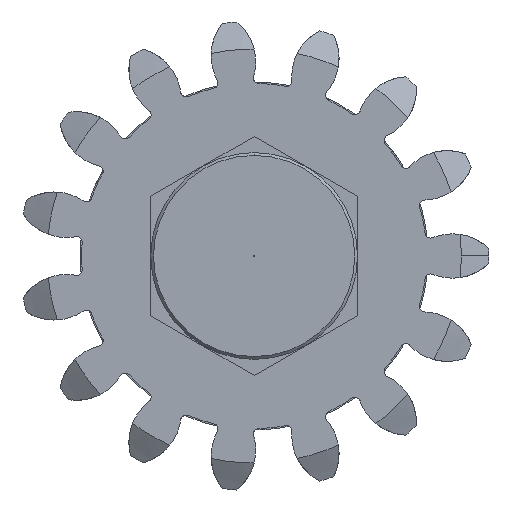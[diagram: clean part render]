
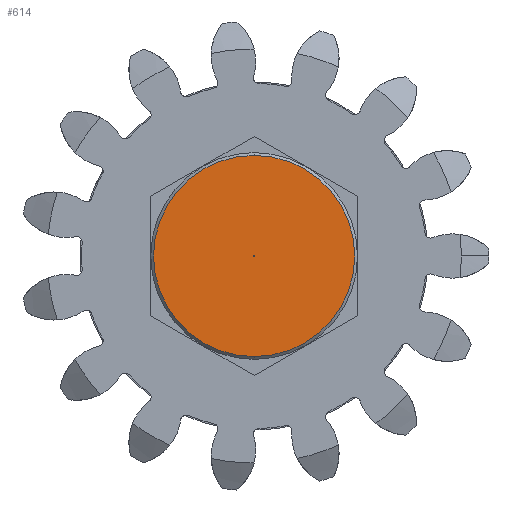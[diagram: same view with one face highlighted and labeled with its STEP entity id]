
A CAD part, left-side view. The second image highlights one B-rep face of the part: STEP entity #614.
In plain terms, the highlighted planar face has unit normal (-1, 0, 0).
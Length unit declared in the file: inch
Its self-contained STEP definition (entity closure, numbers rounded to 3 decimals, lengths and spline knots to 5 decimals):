
#55=CARTESIAN_POINT('',(-1.5525,0.0005,0.));
#56=VERTEX_POINT('',#55);
#65=CARTESIAN_POINT('',(-1.5525,-0.0005,0.));
#66=VERTEX_POINT('',#65);
#67=CARTESIAN_POINT('',(-1.5525,0.,0.0));
#68=DIRECTION('',(1.0,0.0,0.0));
#69=DIRECTION('',(0.0,0.0,-1.0));
#70=AXIS2_PLACEMENT_3D('',#67,#68,#69);
#71=CIRCLE('',#70,0.0005);
#72=EDGE_CURVE('',#66,#56,#71,.T.);
#517=CARTESIAN_POINT('',(-1.5525,0.,-0.18225));
#518=VERTEX_POINT('',#517);
#525=CARTESIAN_POINT('',(-1.5525,0.,0.18225));
#526=VERTEX_POINT('',#525);
#527=CARTESIAN_POINT('',(-1.5525,0.,0.));
#528=DIRECTION('',(1.0,0.0,0.0));
#529=DIRECTION('',(0.0,0.0,-1.0));
#530=AXIS2_PLACEMENT_3D('',#527,#528,#529);
#531=CIRCLE('',#530,0.18225);
#532=EDGE_CURVE('',#518,#526,#531,.T.);
#558=CARTESIAN_POINT('',(-1.5525,0.,0.));
#559=DIRECTION('',(1.0,0.0,0.0));
#560=DIRECTION('',(0.0,0.0,-1.0));
#561=AXIS2_PLACEMENT_3D('',#558,#559,#560);
#562=CIRCLE('',#561,0.18225);
#563=EDGE_CURVE('',#526,#518,#562,.T.);
#586=CARTESIAN_POINT('',(-1.5525,0.,0.));
#587=DIRECTION('',(1.0,0.0,0.0));
#588=DIRECTION('',(0.0,0.0,-1.0));
#589=AXIS2_PLACEMENT_3D('',#586,#587,#588);
#590=PLANE('',#589);
#591=ORIENTED_EDGE('',*,*,#563,.F.);
#592=ORIENTED_EDGE('',*,*,#532,.F.);
#593=EDGE_LOOP('',(#591,#592));
#594=FACE_OUTER_BOUND('',#593,.T.);
#595=CARTESIAN_POINT('',(-1.5525,0.,0.0005));
#596=VERTEX_POINT('',#595);
#597=CARTESIAN_POINT('',(-1.5525,0.,0.0));
#598=DIRECTION('',(1.0,0.0,0.0));
#599=DIRECTION('',(0.0,0.0,-1.0));
#600=AXIS2_PLACEMENT_3D('',#597,#598,#599);
#601=CIRCLE('',#600,0.0005);
#602=EDGE_CURVE('',#596,#66,#601,.T.);
#603=ORIENTED_EDGE('',*,*,#602,.T.);
#604=ORIENTED_EDGE('',*,*,#72,.T.);
#605=CARTESIAN_POINT('',(-1.5525,0.,0.0));
#606=DIRECTION('',(1.0,0.0,0.0));
#607=DIRECTION('',(0.0,0.0,-1.0));
#608=AXIS2_PLACEMENT_3D('',#605,#606,#607);
#609=CIRCLE('',#608,0.0005);
#610=EDGE_CURVE('',#56,#596,#609,.T.);
#611=ORIENTED_EDGE('',*,*,#610,.T.);
#612=EDGE_LOOP('',(#603,#604,#611));
#613=FACE_BOUND('',#612,.T.);
#614=ADVANCED_FACE('',(#594,#613),#590,.F.);
